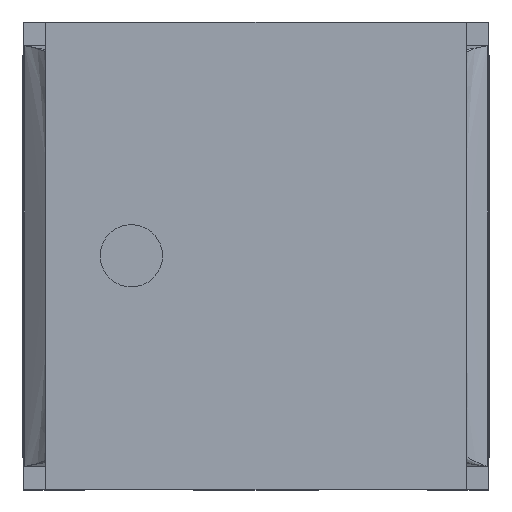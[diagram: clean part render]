
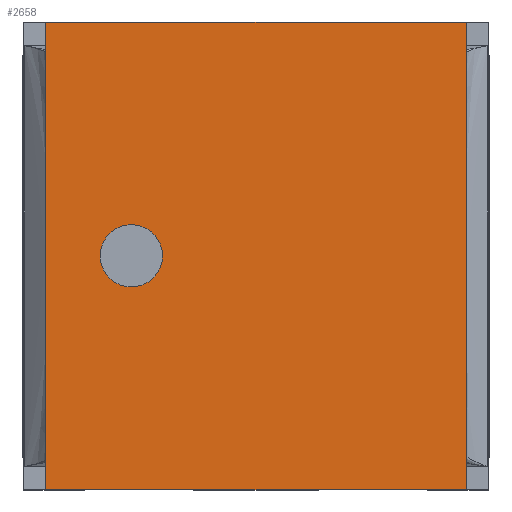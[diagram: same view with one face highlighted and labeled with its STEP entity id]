
A CAD part, top view. The second image highlights one B-rep face of the part: STEP entity #2658.
In plain terms, the highlighted planar face has unit normal (0, 0, 1).
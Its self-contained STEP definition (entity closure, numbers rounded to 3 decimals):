
#2632=AXIS2_PLACEMENT_3D('Plane Axis2P3D',#2629,#2630,#2631) ;
#2642=AXIS2_PLACEMENT_3D('Circle Axis2P3D',#2640,#2641,$) ;
#2651=AXIS2_PLACEMENT_3D('Circle Axis2P3D',#2649,#2650,$) ;
#2519=CARTESIAN_POINT('Vertex',(1.35,-1.5,1.4)) ;
#2522=CARTESIAN_POINT('Line Origine',(0.,-1.5,1.4)) ;
#2526=CARTESIAN_POINT('Vertex',(-1.35,-1.5,1.4)) ;
#2557=CARTESIAN_POINT('Vertex',(1.35,1.5,1.4)) ;
#2560=CARTESIAN_POINT('Line Origine',(1.35,0.,1.4)) ;
#2583=CARTESIAN_POINT('Vertex',(-1.35,1.5,1.4)) ;
#2586=CARTESIAN_POINT('Line Origine',(0.,1.5,1.4)) ;
#2610=CARTESIAN_POINT('Line Origine',(-1.35,0.,1.4)) ;
#2629=CARTESIAN_POINT('Axis2P3D Location',(0.,0.,1.4)) ;
#2640=CARTESIAN_POINT('Axis2P3D Location',(-0.8,0.,1.4)) ;
#2644=CARTESIAN_POINT('Vertex',(-0.6,0.,1.4)) ;
#2646=CARTESIAN_POINT('Vertex',(-1.,0.,1.4)) ;
#2649=CARTESIAN_POINT('Axis2P3D Location',(-0.8,0.,1.4)) ;
#2523=DIRECTION('Vector Direction',(-1.,0.,0.)) ;
#2561=DIRECTION('Vector Direction',(0.,-1.,0.)) ;
#2587=DIRECTION('Vector Direction',(1.,0.,0.)) ;
#2611=DIRECTION('Vector Direction',(0.,-1.,0.)) ;
#2630=DIRECTION('Axis2P3D Direction',(0.,0.,1.)) ;
#2631=DIRECTION('Axis2P3D XDirection',(1.,0.,0.)) ;
#2641=DIRECTION('Axis2P3D Direction',(0.,0.,1.)) ;
#2650=DIRECTION('Axis2P3D Direction',(0.,0.,1.)) ;
#2524=VECTOR('Line Direction',#2523,1.) ;
#2562=VECTOR('Line Direction',#2561,1.) ;
#2588=VECTOR('Line Direction',#2587,1.) ;
#2612=VECTOR('Line Direction',#2611,1.) ;
#2635=ORIENTED_EDGE('',*,*,#2614,.T.) ;
#2636=ORIENTED_EDGE('',*,*,#2528,.T.) ;
#2637=ORIENTED_EDGE('',*,*,#2564,.F.) ;
#2638=ORIENTED_EDGE('',*,*,#2590,.T.) ;
#2655=ORIENTED_EDGE('',*,*,#2648,.F.) ;
#2656=ORIENTED_EDGE('',*,*,#2653,.F.) ;
#2657=FACE_BOUND('',#2654,.T.) ;
#2658=ADVANCED_FACE('\X2\FF8AFF9FFF70FF82\X0\ \X2\FF8EFF9EFF83FF9EFF68FF70\X0\',(#2639,#2657),#2633,.T.) ;
#2643=CIRCLE('generated circle',#2642,0.2) ;
#2652=CIRCLE('generated circle',#2651,0.2) ;
#2528=EDGE_CURVE('',#2527,#2520,#2525,.F.) ;
#2564=EDGE_CURVE('',#2558,#2520,#2563,.T.) ;
#2590=EDGE_CURVE('',#2558,#2584,#2589,.F.) ;
#2614=EDGE_CURVE('',#2584,#2527,#2613,.T.) ;
#2648=EDGE_CURVE('',#2645,#2647,#2643,.T.) ;
#2653=EDGE_CURVE('',#2647,#2645,#2652,.T.) ;
#2634=EDGE_LOOP('',(#2635,#2636,#2637,#2638)) ;
#2654=EDGE_LOOP('',(#2655,#2656)) ;
#2639=FACE_OUTER_BOUND('',#2634,.T.) ;
#2525=LINE('Line',#2522,#2524) ;
#2563=LINE('Line',#2560,#2562) ;
#2589=LINE('Line',#2586,#2588) ;
#2613=LINE('Line',#2610,#2612) ;
#2633=PLANE('',#2632) ;
#2520=VERTEX_POINT('',#2519) ;
#2527=VERTEX_POINT('',#2526) ;
#2558=VERTEX_POINT('',#2557) ;
#2584=VERTEX_POINT('',#2583) ;
#2645=VERTEX_POINT('',#2644) ;
#2647=VERTEX_POINT('',#2646) ;
